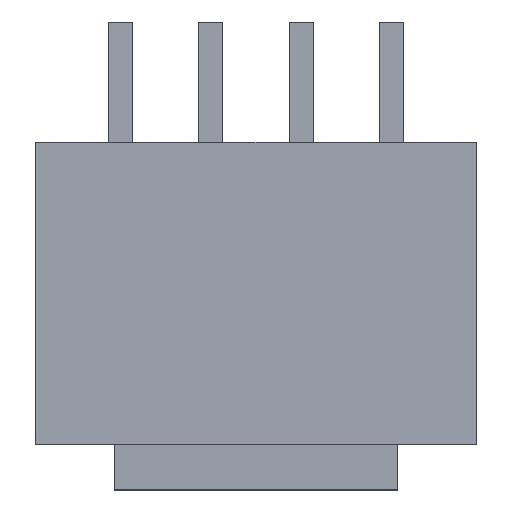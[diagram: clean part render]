
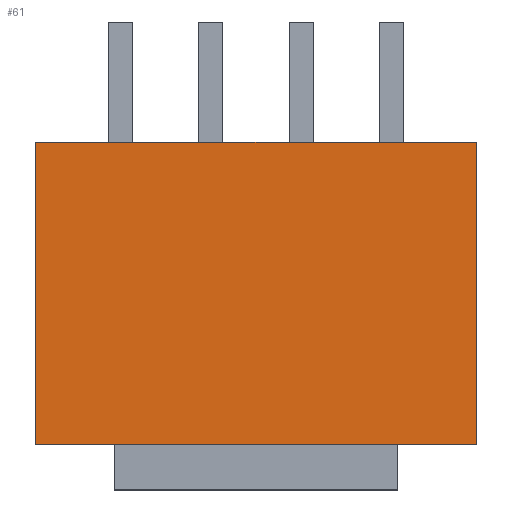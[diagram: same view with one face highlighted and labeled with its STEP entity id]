
A CAD part, top view. The second image highlights one B-rep face of the part: STEP entity #61.
In plain terms, the highlighted planar face has unit normal (0, 0, 1).
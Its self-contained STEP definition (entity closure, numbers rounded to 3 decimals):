
#61=ADVANCED_FACE('',(#167),#168,.T.);
#167=FACE_OUTER_BOUND('',#360,.T.);
#168=PLANE('',#361);
#360=EDGE_LOOP('',(#645,#646,#647,#648));
#361=AXIS2_PLACEMENT_3D('',#649,#650,#651);
#645=ORIENTED_EDGE('',*,*,#1388,.T.);
#646=ORIENTED_EDGE('',*,*,#1404,.T.);
#647=ORIENTED_EDGE('',*,*,#1357,.F.);
#648=ORIENTED_EDGE('',*,*,#1407,.F.);
#649=CARTESIAN_POINT('',(1.4,7.4,3.625));
#650=DIRECTION('',(0.,0.0,1.0));
#651=DIRECTION('',(1.0,-0.0,0.));
#1357=EDGE_CURVE('',#1634,#1636,#1637,.T.);
#1388=EDGE_CURVE('',#1693,#1691,#1694,.T.);
#1404=EDGE_CURVE('',#1691,#1636,#1724,.T.);
#1407=EDGE_CURVE('',#1693,#1634,#1727,.T.);
#1634=VERTEX_POINT('',#2086);
#1636=VERTEX_POINT('',#2089);
#1637=LINE('',#2090,#2091);
#1691=VERTEX_POINT('',#2174);
#1693=VERTEX_POINT('',#2177);
#1694=LINE('',#2178,#2179);
#1724=LINE('',#2224,#2225);
#1727=LINE('',#2230,#2231);
#2086=CARTESIAN_POINT('',(1.4,2.4,3.625));
#2089=CARTESIAN_POINT('',(-5.9,2.4,3.625));
#2090=CARTESIAN_POINT('',(1.4,2.4,3.625));
#2091=VECTOR('',#2753,1.0);
#2174=CARTESIAN_POINT('',(-5.9,7.4,3.625));
#2177=CARTESIAN_POINT('',(1.4,7.4,3.625));
#2178=CARTESIAN_POINT('',(1.4,7.4,3.625));
#2179=VECTOR('',#2784,1.0);
#2224=CARTESIAN_POINT('',(-5.9,7.4,3.625));
#2225=VECTOR('',#2800,1.0);
#2230=CARTESIAN_POINT('',(1.4,7.4,3.625));
#2231=VECTOR('',#2803,1.0);
#2753=DIRECTION('',(-1.0,0.0,0.0));
#2784=DIRECTION('',(-1.0,0.0,0.));
#2800=DIRECTION('',(0.0,-1.0,0.0));
#2803=DIRECTION('',(0.0,-1.0,0.0));
